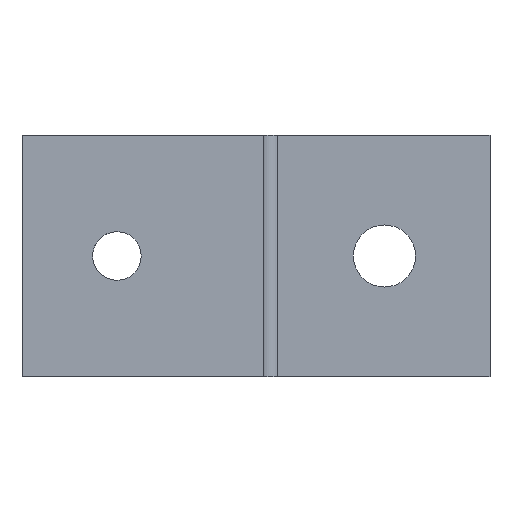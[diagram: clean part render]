
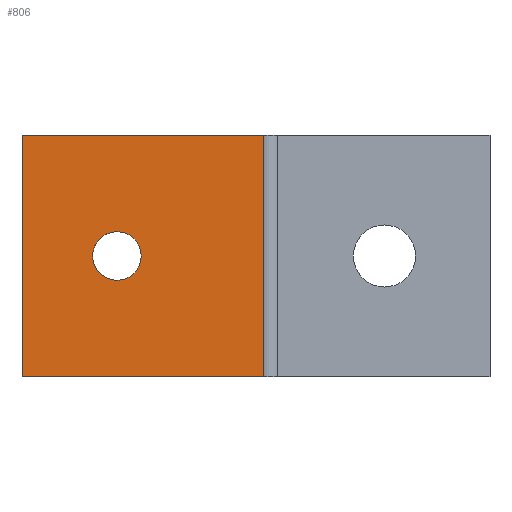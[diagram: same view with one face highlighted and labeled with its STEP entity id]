
A CAD part, front view. The second image highlights one B-rep face of the part: STEP entity #806.
In plain terms, the highlighted planar face has unit normal (0, -1, 0).
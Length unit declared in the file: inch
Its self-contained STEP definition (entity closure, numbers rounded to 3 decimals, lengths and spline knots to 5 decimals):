
#1 = CARTESIAN_POINT ( 'NONE',  ( -0.60699, -0.285, 0.59523 ) ) ;
#23 = EDGE_CURVE ( 'NONE', #814, #605, #576, .T. ) ;
#25 = VERTEX_POINT ( 'NONE', #509 ) ;
#34 = CIRCLE ( 'NONE', #429, 0.1005 ) ;
#43 = DIRECTION ( 'NONE',  ( 1., 0., 0. ) ) ;
#60 = VECTOR ( 'NONE', #196, 39.37008 ) ;
#63 = CARTESIAN_POINT ( 'NONE',  ( 0.03474, -0.28501, 1. ) ) ;
#67 = VERTEX_POINT ( 'NONE', #245 ) ;
#70 = CARTESIAN_POINT ( 'NONE',  ( -0.66422, -0.28501, 0.54263 ) ) ;
#77 = EDGE_CURVE ( 'NONE', #78, #466, #310, .T. ) ;
#78 = VERTEX_POINT ( 'NONE', #647 ) ;
#82 = ORIENTED_EDGE ( 'NONE', *, *, #334, .F. ) ;
#99 = ORIENTED_EDGE ( 'NONE', *, *, #740, .F. ) ;
#109 = LINE ( 'NONE', #381, #442 ) ;
#112 = DIRECTION ( 'NONE',  ( 0., -1., 0. ) ) ;
#117 = CARTESIAN_POINT ( 'NONE',  ( -0.59408, -0.285, 0.59898 ) ) ;
#120 = CARTESIAN_POINT ( 'NONE',  ( -0.58095, -0.28501, 0.60012 ) ) ;
#122 = DIRECTION ( 'NONE',  ( 0., -1., 0. ) ) ;
#157 = EDGE_CURVE ( 'NONE', #466, #642, #34, .T. ) ;
#195 = ORIENTED_EDGE ( 'NONE', *, *, #351, .F. ) ;
#196 = DIRECTION ( 'NONE',  ( 0., 0., -1. ) ) ;
#200 = CARTESIAN_POINT ( 'NONE',  ( 0.03474, -0.28501, 0. ) ) ;
#202 = CARTESIAN_POINT ( 'NONE',  ( -0.67354, -0.28501, 0.5041 ) ) ;
#231 = DIRECTION ( 'NONE',  ( -1., 0., 0. ) ) ;
#238 = DIRECTION ( 'NONE',  ( -1., 0., 0. ) ) ;
#242 = CARTESIAN_POINT ( 'NONE',  ( -0.57226, -0.28501, 0.5 ) ) ;
#245 = CARTESIAN_POINT ( 'NONE',  ( -0.96526, -0.28501, 1. ) ) ;
#268 = CARTESIAN_POINT ( 'NONE',  ( -0.64085, -0.285, 0.57463 ) ) ;
#269 = EDGE_CURVE ( 'NONE', #67, #25, #109, .T. ) ;
#275 = ORIENTED_EDGE ( 'NONE', *, *, #157, .F. ) ;
#282 = CARTESIAN_POINT ( 'NONE',  ( -0.77707, -0.28501, 0. ) ) ;
#295 = EDGE_LOOP ( 'NONE', ( #82, #275, #432, #818 ) ) ;
#307 = CARTESIAN_POINT ( 'NONE',  ( -0.58095, -0.28501, 0.60012 ) ) ;
#310 = CIRCLE ( 'NONE', #415, 0.1005 ) ;
#334 = EDGE_CURVE ( 'NONE', #642, #480, #373, .T. ) ;
#335 = CARTESIAN_POINT ( 'NONE',  ( -0.96526, -0.28501, 1. ) ) ;
#337 = CARTESIAN_POINT ( 'NONE',  ( 0.03474, -0.28501, 1. ) ) ;
#339 = CARTESIAN_POINT ( 'NONE',  ( -0.6721, -0.28501, 0.51746 ) ) ;
#351 = EDGE_CURVE ( 'NONE', #605, #67, #600, .T. ) ;
#356 = CARTESIAN_POINT ( 'NONE',  ( -0.67235, -0.28501, 0.49097 ) ) ;
#372 = VECTOR ( 'NONE', #750, 39.37008 ) ;
#373 = B_SPLINE_CURVE_WITH_KNOTS ( 'NONE', 3,
 ( #120, #117, #1, #389, #268, #875, #70, #339, #202, #616 ),
 .UNSPECIFIED., .F., .F.,
 ( 4, 2, 2, 2, 4 ),
 ( 0., 0.25, 0.5, 0.75, 1. ),
 .UNSPECIFIED. ) ;
#375 = AXIS2_PLACEMENT_3D ( 'NONE', #242, #122, #238 ) ;
#381 = CARTESIAN_POINT ( 'NONE',  ( -0.77707, -0.28501, 1. ) ) ;
#385 = DIRECTION ( 'NONE',  ( -1., 0., 0. ) ) ;
#389 = CARTESIAN_POINT ( 'NONE',  ( -0.63037, -0.285, 0.58305 ) ) ;
#409 = FACE_OUTER_BOUND ( 'NONE', #760, .T. ) ;
#415 = AXIS2_PLACEMENT_3D ( 'NONE', #796, #439, #385 ) ;
#416 = AXIS2_PLACEMENT_3D ( 'NONE', #337, #819, #828 ) ;
#429 = AXIS2_PLACEMENT_3D ( 'NONE', #850, #112, #788 ) ;
#432 = ORIENTED_EDGE ( 'NONE', *, *, #77, .F. ) ;
#439 = DIRECTION ( 'NONE',  ( 0., -1., 0. ) ) ;
#442 = VECTOR ( 'NONE', #43, 39.37008 ) ;
#466 = VERTEX_POINT ( 'NONE', #852 ) ;
#480 = VERTEX_POINT ( 'NONE', #356 ) ;
#509 = CARTESIAN_POINT ( 'NONE',  ( 0.03474, -0.28501, 1. ) ) ;
#544 = PLANE ( 'NONE',  #416 ) ;
#550 = CIRCLE ( 'NONE', #375, 0.1005 ) ;
#576 = LINE ( 'NONE', #282, #603 ) ;
#590 = EDGE_CURVE ( 'NONE', #480, #78, #550, .T. ) ;
#594 = ORIENTED_EDGE ( 'NONE', *, *, #23, .F. ) ;
#600 = LINE ( 'NONE', #335, #372 ) ;
#603 = VECTOR ( 'NONE', #231, 39.37008 ) ;
#605 = VERTEX_POINT ( 'NONE', #654 ) ;
#616 = CARTESIAN_POINT ( 'NONE',  ( -0.67235, -0.28501, 0.49097 ) ) ;
#625 = LINE ( 'NONE', #63, #60 ) ;
#642 = VERTEX_POINT ( 'NONE', #307 ) ;
#647 = CARTESIAN_POINT ( 'NONE',  ( -0.57226, -0.28501, 0.3995 ) ) ;
#654 = CARTESIAN_POINT ( 'NONE',  ( -0.96526, -0.28501, 0. ) ) ;
#683 = ORIENTED_EDGE ( 'NONE', *, *, #269, .F. ) ;
#740 = EDGE_CURVE ( 'NONE', #25, #814, #625, .T. ) ;
#750 = DIRECTION ( 'NONE',  ( 0., 0., 1. ) ) ;
#757 = FACE_BOUND ( 'NONE', #295, .T. ) ;
#760 = EDGE_LOOP ( 'NONE', ( #99, #683, #195, #594 ) ) ;
#788 = DIRECTION ( 'NONE',  ( -1., 0., 0. ) ) ;
#796 = CARTESIAN_POINT ( 'NONE',  ( -0.57226, -0.28501, 0.5 ) ) ;
#806 = ADVANCED_FACE ( 'NONE', ( #757, #409 ), #544, .F. ) ;
#814 = VERTEX_POINT ( 'NONE', #200 ) ;
#818 = ORIENTED_EDGE ( 'NONE', *, *, #590, .F. ) ;
#819 = DIRECTION ( 'NONE',  ( 0., 1., 0. ) ) ;
#828 = DIRECTION ( 'NONE',  ( -1., 0., 0. ) ) ;
#850 = CARTESIAN_POINT ( 'NONE',  ( -0.57226, -0.28501, 0.5 ) ) ;
#852 = CARTESIAN_POINT ( 'NONE',  ( -0.57226, -0.28501, 0.6005 ) ) ;
#875 = CARTESIAN_POINT ( 'NONE',  ( -0.65777, -0.28501, 0.55442 ) ) ;
